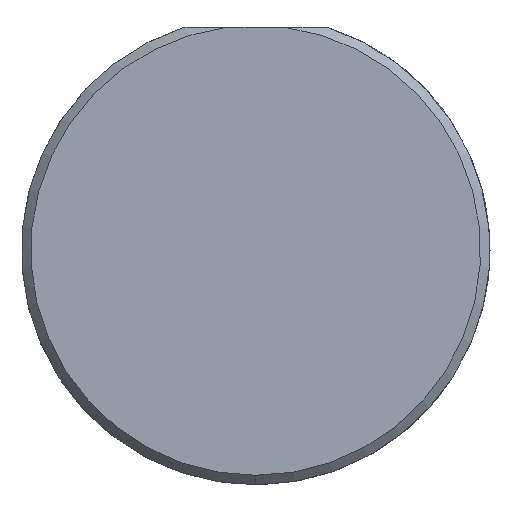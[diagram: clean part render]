
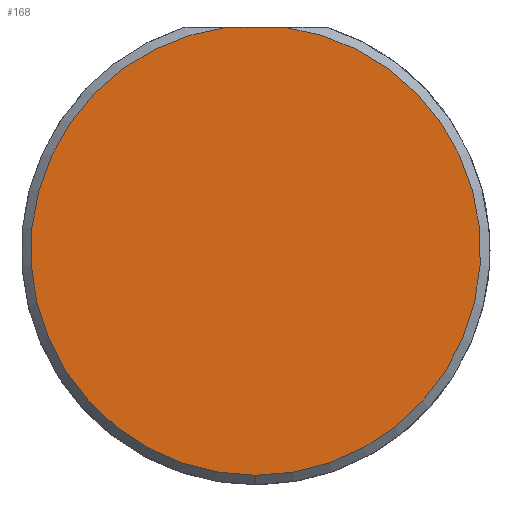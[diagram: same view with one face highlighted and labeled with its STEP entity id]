
A CAD part, left-side view. The second image highlights one B-rep face of the part: STEP entity #168.
In plain terms, the highlighted planar face has unit normal (-1, 0, 0).
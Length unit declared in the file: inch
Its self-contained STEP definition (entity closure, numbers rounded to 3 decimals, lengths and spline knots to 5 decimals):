
#6 = PLANE ( 'NONE',  #707 ) ;
#30 = CARTESIAN_POINT ( 'NONE',  ( 0., 0., 0. ) ) ;
#31 = VERTEX_POINT ( 'NONE', #319 ) ;
#117 = VERTEX_POINT ( 'NONE', #662 ) ;
#144 = ORIENTED_EDGE ( 'NONE', *, *, #371, .T. ) ;
#168 = ADVANCED_FACE ( 'NONE', ( #657 ), #6, .F. ) ;
#172 = DIRECTION ( 'NONE',  ( -1., 0., 0. ) ) ;
#189 = DIRECTION ( 'NONE',  ( 0., 0., -1. ) ) ;
#198 = CARTESIAN_POINT ( 'NONE',  ( 0., 0., -0.23985 ) ) ;
#227 = CARTESIAN_POINT ( 'NONE',  ( 0., 0., 0. ) ) ;
#241 = DIRECTION ( 'NONE',  ( -1., 0., 0. ) ) ;
#246 = AXIS2_PLACEMENT_3D ( 'NONE', #392, #172, #604 ) ;
#255 = EDGE_CURVE ( 'NONE', #117, #259, #690, .T. ) ;
#259 = VERTEX_POINT ( 'NONE', #198 ) ;
#302 = CIRCLE ( 'NONE', #246, 0.23985 ) ;
#319 = CARTESIAN_POINT ( 'NONE',  ( 0., -0.03091, 0.23785 ) ) ;
#332 = VECTOR ( 'NONE', #684, 39.37008 ) ;
#366 = ORIENTED_EDGE ( 'NONE', *, *, #655, .T. ) ;
#371 = EDGE_CURVE ( 'NONE', #259, #31, #302, .T. ) ;
#375 = ORIENTED_EDGE ( 'NONE', *, *, #255, .T. ) ;
#392 = CARTESIAN_POINT ( 'NONE',  ( 0., 0., 0. ) ) ;
#437 = DIRECTION ( 'NONE',  ( 1., 0., 0. ) ) ;
#546 = DIRECTION ( 'NONE',  ( 0., 0., -1. ) ) ;
#553 = AXIS2_PLACEMENT_3D ( 'NONE', #30, #241, #189 ) ;
#566 = LINE ( 'NONE', #689, #332 ) ;
#604 = DIRECTION ( 'NONE',  ( 0., 0., -1. ) ) ;
#655 = EDGE_CURVE ( 'NONE', #31, #117, #566, .T. ) ;
#657 = FACE_OUTER_BOUND ( 'NONE', #687, .T. ) ;
#662 = CARTESIAN_POINT ( 'NONE',  ( 0., 0.03091, 0.23785 ) ) ;
#684 = DIRECTION ( 'NONE',  ( 0., 1., 0. ) ) ;
#687 = EDGE_LOOP ( 'NONE', ( #366, #375, #144 ) ) ;
#689 = CARTESIAN_POINT ( 'NONE',  ( 0., 0.24985, 0.23785 ) ) ;
#690 = CIRCLE ( 'NONE', #553, 0.23985 ) ;
#707 = AXIS2_PLACEMENT_3D ( 'NONE', #227, #437, #546 ) ;
